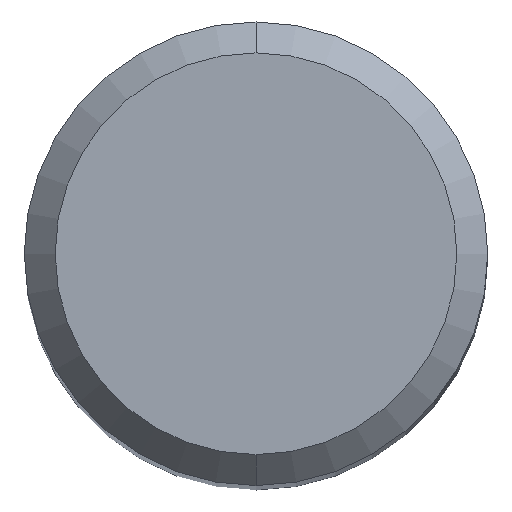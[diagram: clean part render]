
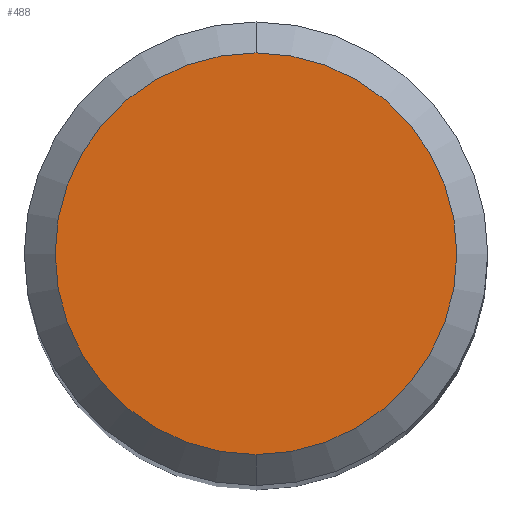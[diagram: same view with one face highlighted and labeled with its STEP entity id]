
A CAD part, top view. The second image highlights one B-rep face of the part: STEP entity #488.
In plain terms, the highlighted planar face has unit normal (0, 0, 1).
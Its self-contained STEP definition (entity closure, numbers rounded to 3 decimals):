
#304=EDGE_CURVE('',#460,#412,#652,.T.);
#412=VERTEX_POINT('',#768);
#416=EDGE_CURVE('',#412,#460,#772,.T.);
#460=VERTEX_POINT('',#822);
#488=ADVANCED_FACE('',(#855),#856,.T.);
#652=CIRCLE('',#1090,2.6);
#768=CARTESIAN_POINT('',(0.0,2.6,0.0));
#772=CIRCLE('',#1383,2.6);
#822=CARTESIAN_POINT('',(0.,-2.6,0.0));
#855=FACE_OUTER_BOUND('',#1531,.T.);
#856=PLANE('',#1532);
#1090=AXIS2_PLACEMENT_3D('',#1721,#1722,#1723);
#1383=AXIS2_PLACEMENT_3D('',#1835,#1836,#1837);
#1531=EDGE_LOOP('',(#1935,#1936));
#1532=AXIS2_PLACEMENT_3D('',#1937,#1938,#1939);
#1721=CARTESIAN_POINT('',(0.0,0.0,0.0));
#1722=DIRECTION('',(0.0,0.0,-1.0));
#1723=DIRECTION('',(0.0,1.0,0.0));
#1835=CARTESIAN_POINT('',(0.0,0.0,0.0));
#1836=DIRECTION('',(0.0,0.0,-1.0));
#1837=DIRECTION('',(0.0,1.0,0.0));
#1935=ORIENTED_EDGE('',*,*,#416,.F.);
#1936=ORIENTED_EDGE('',*,*,#304,.F.);
#1937=CARTESIAN_POINT('',(0.0,1.3,0.0));
#1938=DIRECTION('',(-0.0,0.0,1.0));
#1939=DIRECTION('',(0.0,-1.0,0.0));
